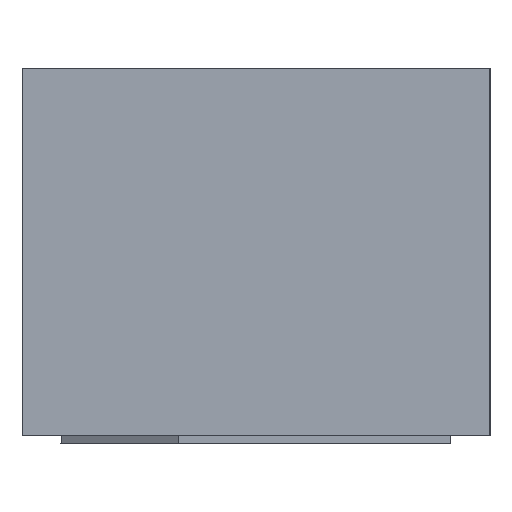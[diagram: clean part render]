
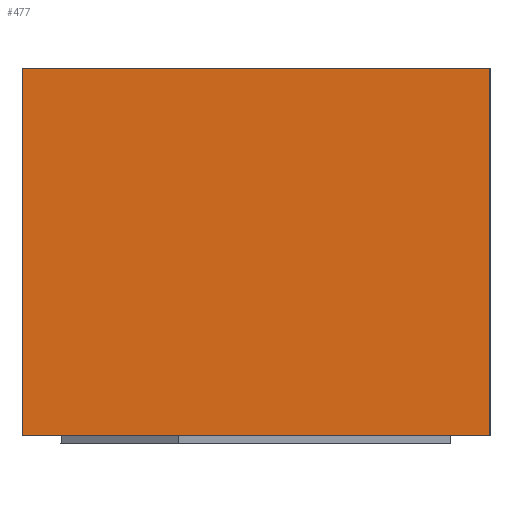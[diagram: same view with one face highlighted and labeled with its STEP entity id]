
A CAD part, left-side view. The second image highlights one B-rep face of the part: STEP entity #477.
In plain terms, the highlighted planar face has unit normal (-1, 0, 0).
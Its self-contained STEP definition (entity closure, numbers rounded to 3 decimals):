
#29=FACE_OUTER_BOUND('',#59,.T.);
#59=EDGE_LOOP('',(#342,#343,#344,#345));
#101=LINE('',#712,#164);
#102=LINE('',#715,#165);
#103=LINE('',#717,#166);
#104=LINE('',#718,#167);
#164=VECTOR('',#581,10.);
#165=VECTOR('',#584,10.);
#166=VECTOR('',#585,10.);
#167=VECTOR('',#586,10.);
#221=VERTEX_POINT('',#708);
#222=VERTEX_POINT('',#710);
#223=VERTEX_POINT('',#714);
#224=VERTEX_POINT('',#716);
#269=EDGE_CURVE('',#221,#222,#101,.T.);
#270=EDGE_CURVE('',#221,#223,#102,.T.);
#271=EDGE_CURVE('',#224,#222,#103,.T.);
#272=EDGE_CURVE('',#223,#224,#104,.T.);
#342=ORIENTED_EDGE('',*,*,#270,.F.);
#343=ORIENTED_EDGE('',*,*,#269,.T.);
#344=ORIENTED_EDGE('',*,*,#271,.F.);
#345=ORIENTED_EDGE('',*,*,#272,.F.);
#447=PLANE('',#524);
#477=ADVANCED_FACE('',(#29),#447,.T.);
#524=AXIS2_PLACEMENT_3D('',#713,#582,#583);
#581=DIRECTION('',(0.,0.,1.));
#582=DIRECTION('center_axis',(-1.,0.,0.));
#583=DIRECTION('ref_axis',(0.,-1.,0.));
#584=DIRECTION('',(0.,1.,0.));
#585=DIRECTION('',(0.,-1.,0.));
#586=DIRECTION('',(0.,0.,1.));
#708=CARTESIAN_POINT('',(-0.5,-0.3,0.));
#710=CARTESIAN_POINT('',(-0.5,-0.3,0.47));
#712=CARTESIAN_POINT('',(-0.5,-0.3,0.));
#713=CARTESIAN_POINT('Origin',(-0.5,0.3,0.));
#714=CARTESIAN_POINT('',(-0.5,0.3,0.));
#715=CARTESIAN_POINT('',(-0.5,-0.3,0.));
#716=CARTESIAN_POINT('',(-0.5,0.3,0.47));
#717=CARTESIAN_POINT('',(-0.5,-0.3,0.47));
#718=CARTESIAN_POINT('',(-0.5,0.3,0.));
